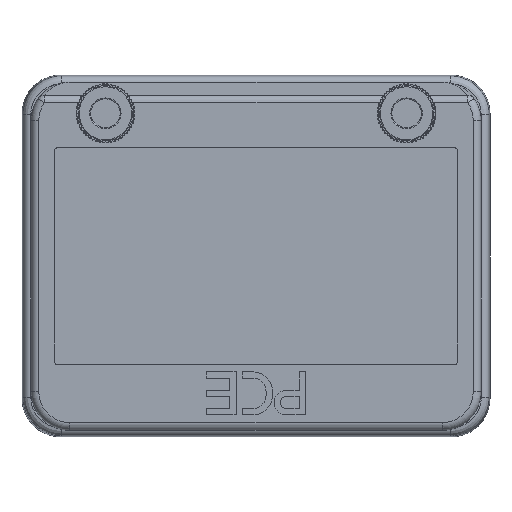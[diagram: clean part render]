
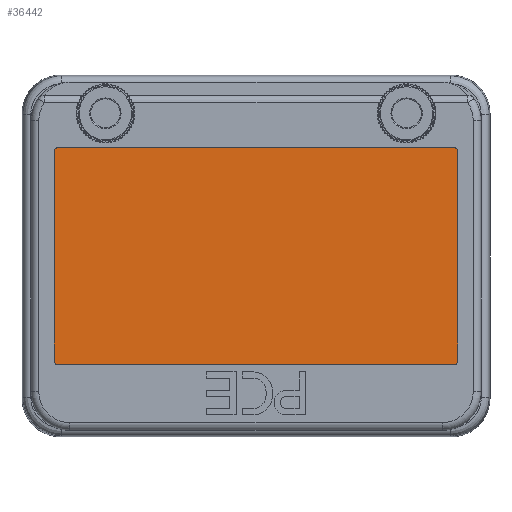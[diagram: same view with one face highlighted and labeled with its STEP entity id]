
A CAD part, top view. The second image highlights one B-rep face of the part: STEP entity #36442.
In plain terms, the highlighted planar face has unit normal (0, 0, 1).
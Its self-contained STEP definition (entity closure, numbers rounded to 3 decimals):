
#83 = CIRCLE ( 'NONE', #15322, 1. ) ;
#92 = DIRECTION ( 'NONE',  ( 0., -1., 0. ) ) ;
#294 = CIRCLE ( 'NONE', #18849, 1. ) ;
#1271 = CARTESIAN_POINT ( 'NONE',  ( -51.25, 28.05, 24.9 ) ) ;
#1834 = DIRECTION ( 'NONE',  ( 0., 1., 0. ) ) ;
#2129 = DIRECTION ( 'NONE',  ( 0., 1., 0. ) ) ;
#2615 = LINE ( 'NONE', #37268, #24614 ) ;
#3016 = ORIENTED_EDGE ( 'NONE', *, *, #30155, .T. ) ;
#3214 = CARTESIAN_POINT ( 'NONE',  ( -52.25, 27.05, 24.9 ) ) ;
#3224 = CARTESIAN_POINT ( 'NONE',  ( 51.25, 27.05, 24.9 ) ) ;
#3519 = VECTOR ( 'NONE', #21407, 1000. ) ;
#5159 = ORIENTED_EDGE ( 'NONE', *, *, #21415, .T. ) ;
#5553 = FACE_OUTER_BOUND ( 'NONE', #17669, .T. ) ;
#5659 = VERTEX_POINT ( 'NONE', #1271 ) ;
#6683 = VERTEX_POINT ( 'NONE', #8328 ) ;
#7550 = VERTEX_POINT ( 'NONE', #26372 ) ;
#7632 = CARTESIAN_POINT ( 'NONE',  ( 52.25, -27.25, 24.9 ) ) ;
#7770 = VERTEX_POINT ( 'NONE', #28217 ) ;
#8055 = CARTESIAN_POINT ( 'NONE',  ( 51.25, -27.25, 24.9 ) ) ;
#8328 = CARTESIAN_POINT ( 'NONE',  ( 52.25, 27.05, 24.9 ) ) ;
#8560 = VERTEX_POINT ( 'NONE', #27899 ) ;
#11286 = VECTOR ( 'NONE', #29644, 1000. ) ;
#11866 = CARTESIAN_POINT ( 'NONE',  ( -51.25, 27.05, 24.9 ) ) ;
#12415 = CARTESIAN_POINT ( 'NONE',  ( 51.25, -28.25, 24.9 ) ) ;
#12627 = EDGE_CURVE ( 'NONE', #26914, #15948, #37509, .T. ) ;
#13256 = DIRECTION ( 'NONE',  ( 0., 1., 0. ) ) ;
#13477 = DIRECTION ( 'NONE',  ( 0., 0., 1. ) ) ;
#13479 = CARTESIAN_POINT ( 'NONE',  ( 51.25, 28.05, 24.9 ) ) ;
#13694 = EDGE_CURVE ( 'NONE', #5659, #18650, #294, .T. ) ;
#14243 = EDGE_CURVE ( 'NONE', #7550, #8560, #20871, .T. ) ;
#15322 = AXIS2_PLACEMENT_3D ( 'NONE', #3224, #34966, #21879 ) ;
#15948 = VERTEX_POINT ( 'NONE', #7632 ) ;
#16273 = AXIS2_PLACEMENT_3D ( 'NONE', #8055, #34834, #34229 ) ;
#17570 = DIRECTION ( 'NONE',  ( 0., 0., 1. ) ) ;
#17669 = EDGE_LOOP ( 'NONE', ( #35730, #27158, #17706, #33404, #23972, #5159, #3016, #29661 ) ) ;
#17706 = ORIENTED_EDGE ( 'NONE', *, *, #36394, .F. ) ;
#17774 = PLANE ( 'NONE',  #21216 ) ;
#18650 = VERTEX_POINT ( 'NONE', #3214 ) ;
#18677 = DIRECTION ( 'NONE',  ( 0., 0., 1. ) ) ;
#18849 = AXIS2_PLACEMENT_3D ( 'NONE', #11866, #18677, #2129 ) ;
#20324 = LINE ( 'NONE', #13479, #27310 ) ;
#20871 = CIRCLE ( 'NONE', #38136, 1. ) ;
#21216 = AXIS2_PLACEMENT_3D ( 'NONE', #30260, #17570, #1834 ) ;
#21407 = DIRECTION ( 'NONE',  ( 0., -1., 0. ) ) ;
#21410 = EDGE_CURVE ( 'NONE', #18650, #7550, #2615, .T. ) ;
#21415 = EDGE_CURVE ( 'NONE', #6683, #7770, #83, .T. ) ;
#21879 = DIRECTION ( 'NONE',  ( 0., 1., 0. ) ) ;
#22815 = DIRECTION ( 'NONE',  ( -1., 0., 0. ) ) ;
#23600 = LINE ( 'NONE', #32133, #11286 ) ;
#23972 = ORIENTED_EDGE ( 'NONE', *, *, #31464, .F. ) ;
#24518 = LINE ( 'NONE', #30555, #3519 ) ;
#24614 = VECTOR ( 'NONE', #92, 1000. ) ;
#26372 = CARTESIAN_POINT ( 'NONE',  ( -52.25, -27.25, 24.9 ) ) ;
#26914 = VERTEX_POINT ( 'NONE', #12415 ) ;
#27158 = ORIENTED_EDGE ( 'NONE', *, *, #14243, .T. ) ;
#27310 = VECTOR ( 'NONE', #22815, 1000. ) ;
#27899 = CARTESIAN_POINT ( 'NONE',  ( -51.25, -28.25, 24.9 ) ) ;
#28217 = CARTESIAN_POINT ( 'NONE',  ( 51.25, 28.05, 24.9 ) ) ;
#29644 = DIRECTION ( 'NONE',  ( -1., 0., 0. ) ) ;
#29661 = ORIENTED_EDGE ( 'NONE', *, *, #13694, .T. ) ;
#30155 = EDGE_CURVE ( 'NONE', #7770, #5659, #20324, .T. ) ;
#30260 = CARTESIAN_POINT ( 'NONE',  ( -51.25, -27.45, 24.9 ) ) ;
#30555 = CARTESIAN_POINT ( 'NONE',  ( 52.25, 27.05, 24.9 ) ) ;
#31464 = EDGE_CURVE ( 'NONE', #6683, #15948, #24518, .T. ) ;
#32133 = CARTESIAN_POINT ( 'NONE',  ( 51.25, -28.25, 24.9 ) ) ;
#32791 = CARTESIAN_POINT ( 'NONE',  ( -51.25, -27.25, 24.9 ) ) ;
#33404 = ORIENTED_EDGE ( 'NONE', *, *, #12627, .T. ) ;
#34229 = DIRECTION ( 'NONE',  ( 0., 1., 0. ) ) ;
#34834 = DIRECTION ( 'NONE',  ( 0., 0., 1. ) ) ;
#34966 = DIRECTION ( 'NONE',  ( 0., 0., 1. ) ) ;
#35730 = ORIENTED_EDGE ( 'NONE', *, *, #21410, .T. ) ;
#36394 = EDGE_CURVE ( 'NONE', #26914, #8560, #23600, .T. ) ;
#36442 = ADVANCED_FACE ( 'NONE', ( #5553 ), #17774, .T. ) ;
#37268 = CARTESIAN_POINT ( 'NONE',  ( -52.25, 27.05, 24.9 ) ) ;
#37509 = CIRCLE ( 'NONE', #16273, 1. ) ;
#38136 = AXIS2_PLACEMENT_3D ( 'NONE', #32791, #13477, #13256 ) ;
